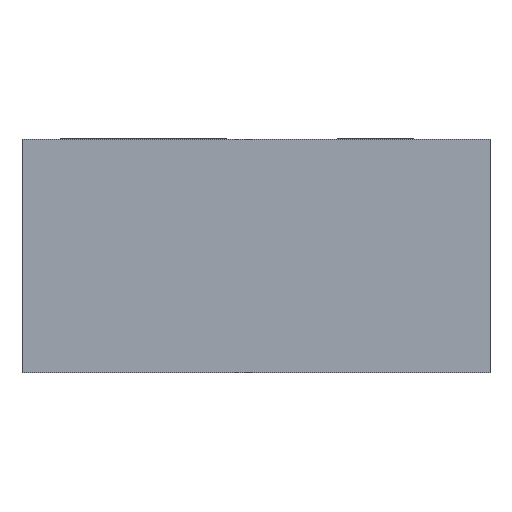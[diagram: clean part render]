
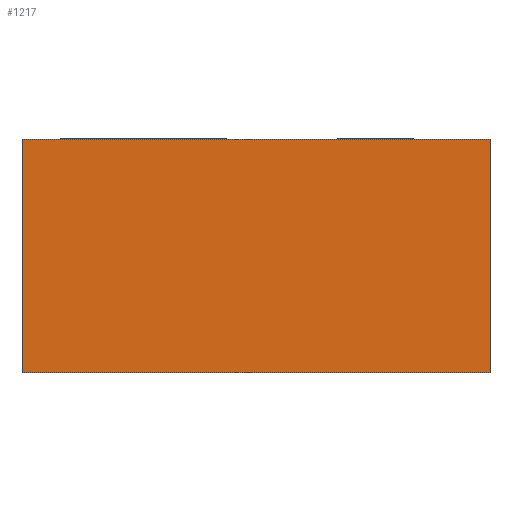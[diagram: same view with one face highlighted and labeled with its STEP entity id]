
A CAD part, front view. The second image highlights one B-rep face of the part: STEP entity #1217.
In plain terms, the highlighted planar face has unit normal (0, -1, 0).
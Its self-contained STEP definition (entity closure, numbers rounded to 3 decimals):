
#3 = CARTESIAN_POINT ( 'NONE',  ( 0.5, 0., 0.25 ) ) ;
#19 = VERTEX_POINT ( 'NONE', #668 ) ;
#71 = DIRECTION ( 'NONE',  ( -1., 0., 0. ) ) ;
#103 = VERTEX_POINT ( 'NONE', #3 ) ;
#131 = VECTOR ( 'NONE', #766, 1000. ) ;
#156 = LINE ( 'NONE', #391, #255 ) ;
#160 = EDGE_LOOP ( 'NONE', ( #263, #1092, #703, #958 ) ) ;
#220 = CARTESIAN_POINT ( 'NONE',  ( -0.5, 0., -0.25 ) ) ;
#255 = VECTOR ( 'NONE', #530, 1000. ) ;
#263 = ORIENTED_EDGE ( 'NONE', *, *, #1141, .F. ) ;
#289 = CARTESIAN_POINT ( 'NONE',  ( -0.5, 0., -0.25 ) ) ;
#302 = DIRECTION ( 'NONE',  ( 0., 1., 0. ) ) ;
#391 = CARTESIAN_POINT ( 'NONE',  ( -0.5, 0., 0.25 ) ) ;
#428 = EDGE_CURVE ( 'NONE', #1337, #19, #1230, .T. ) ;
#444 = EDGE_CURVE ( 'NONE', #19, #103, #156, .T. ) ;
#530 = DIRECTION ( 'NONE',  ( 1., 0., 0. ) ) ;
#550 = CARTESIAN_POINT ( 'NONE',  ( 0., 0., 0. ) ) ;
#646 = FACE_OUTER_BOUND ( 'NONE', #160, .T. ) ;
#668 = CARTESIAN_POINT ( 'NONE',  ( -0.5, 0., 0.25 ) ) ;
#703 = ORIENTED_EDGE ( 'NONE', *, *, #428, .F. ) ;
#766 = DIRECTION ( 'NONE',  ( 0., 0., -1. ) ) ;
#824 = AXIS2_PLACEMENT_3D ( 'NONE', #550, #302, #1014 ) ;
#958 = ORIENTED_EDGE ( 'NONE', *, *, #1482, .F. ) ;
#989 = CARTESIAN_POINT ( 'NONE',  ( 0.5, 0., -0.25 ) ) ;
#994 = VECTOR ( 'NONE', #71, 1000. ) ;
#1000 = LINE ( 'NONE', #1320, #131 ) ;
#1014 = DIRECTION ( 'NONE',  ( 0., 0., 1. ) ) ;
#1092 = ORIENTED_EDGE ( 'NONE', *, *, #444, .F. ) ;
#1096 = CARTESIAN_POINT ( 'NONE',  ( -0.5, 0., -0.25 ) ) ;
#1105 = PLANE ( 'NONE',  #824 ) ;
#1120 = VERTEX_POINT ( 'NONE', #989 ) ;
#1125 = LINE ( 'NONE', #289, #994 ) ;
#1141 = EDGE_CURVE ( 'NONE', #103, #1120, #1000, .T. ) ;
#1217 = ADVANCED_FACE ( 'NONE', ( #646 ), #1105, .F. ) ;
#1230 = LINE ( 'NONE', #1096, #1367 ) ;
#1320 = CARTESIAN_POINT ( 'NONE',  ( 0.5, 0., -0.25 ) ) ;
#1337 = VERTEX_POINT ( 'NONE', #220 ) ;
#1367 = VECTOR ( 'NONE', #1433, 1000. ) ;
#1433 = DIRECTION ( 'NONE',  ( 0., 0., 1. ) ) ;
#1482 = EDGE_CURVE ( 'NONE', #1120, #1337, #1125, .T. ) ;
